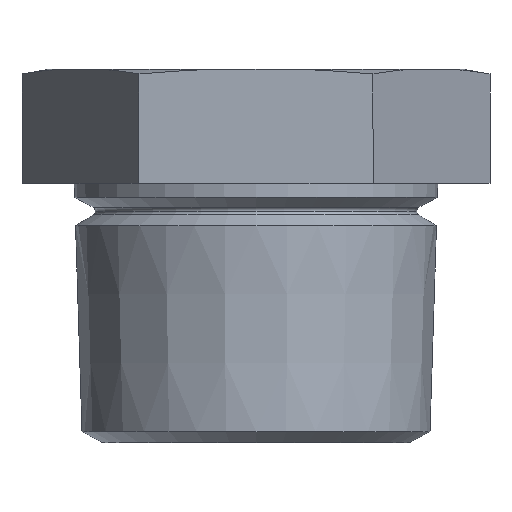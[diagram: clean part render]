
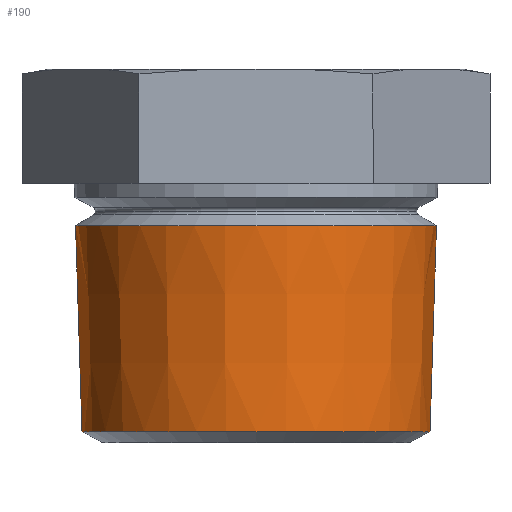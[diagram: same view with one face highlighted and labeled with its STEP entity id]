
A CAD part, front view. The second image highlights one B-rep face of the part: STEP entity #190.
In plain terms, the highlighted conical face has half-angle 1.8 degrees and reference radius 8.14 mm.
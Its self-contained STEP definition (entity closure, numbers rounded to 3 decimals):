
#20 = VERTEX_POINT ( 'NONE', #411 ) ;
#23 = VERTEX_POINT ( 'NONE', #489 ) ;
#82 = VERTEX_POINT ( 'NONE', #541 ) ;
#124 = VERTEX_POINT ( 'NONE', #603 ) ;
#140 = EDGE_CURVE ( 'NONE', #23, #82, #587, .T. ) ;
#141 = EDGE_CURVE ( 'NONE', #20, #124, #583, .T. ) ;
#190 = ADVANCED_FACE ( 'NONE', ( #689 ), #688, .T. ) ;
#191 = EDGE_LOOP ( 'NONE', ( #192, #343, #345, #263 ) ) ;
#192 = ORIENTED_EDGE ( 'NONE', *, *, #141, .F. ) ;
#263 = ORIENTED_EDGE ( 'NONE', *, *, #264, .F. ) ;
#264 = EDGE_CURVE ( 'NONE', #124, #82, #751, .T. ) ;
#343 = ORIENTED_EDGE ( 'NONE', *, *, #344, .T. ) ;
#344 = EDGE_CURVE ( 'NONE', #20, #23, #1024, .T. ) ;
#345 = ORIENTED_EDGE ( 'NONE', *, *, #140, .T. ) ;
#411 = CARTESIAN_POINT ( 'NONE',  ( -8.156, 0., -8.232 ) ) ;
#489 = CARTESIAN_POINT ( 'NONE',  ( 8.156, 0., -8.232 ) ) ;
#541 = CARTESIAN_POINT ( 'NONE',  ( 8.459, 0., 1.414 ) ) ;
#580 = DIRECTION ( 'NONE',  ( -0.031, 0., 1. ) ) ;
#581 = VECTOR ( 'NONE', #580, 1000. ) ;
#582 = CARTESIAN_POINT ( 'NONE',  ( -8.14, 0., -8.75 ) ) ;
#583 = LINE ( 'NONE', #582, #581 ) ;
#584 = DIRECTION ( 'NONE',  ( 0.031, 0., 1. ) ) ;
#585 = VECTOR ( 'NONE', #584, 1000. ) ;
#586 = CARTESIAN_POINT ( 'NONE',  ( 8.14, 0., -8.75 ) ) ;
#587 = LINE ( 'NONE', #586, #585 ) ;
#603 = CARTESIAN_POINT ( 'NONE',  ( -8.459, 0., 1.414 ) ) ;
#684 = DIRECTION ( 'NONE',  ( 1., 0., 0. ) ) ;
#685 = DIRECTION ( 'NONE',  ( 0., 0., 1. ) ) ;
#686 = CARTESIAN_POINT ( 'NONE',  ( 0., 0., -8.75 ) ) ;
#687 = AXIS2_PLACEMENT_3D ( 'NONE', #686, #685, #684 ) ;
#688 = CONICAL_SURFACE ( 'NONE', #687, 8.14, 0.031 ) ;
#689 = FACE_OUTER_BOUND ( 'NONE', #191, .T. ) ;
#751 = CIRCLE ( 'NONE', #810, 8.459 ) ;
#807 = DIRECTION ( 'NONE',  ( 1., 0., 0. ) ) ;
#808 = DIRECTION ( 'NONE',  ( 0., 0., 1. ) ) ;
#809 = CARTESIAN_POINT ( 'NONE',  ( 0., 0., 1.414 ) ) ;
#810 = AXIS2_PLACEMENT_3D ( 'NONE', #809, #808, #807 ) ;
#1020 = DIRECTION ( 'NONE',  ( 1., 0., 0. ) ) ;
#1021 = DIRECTION ( 'NONE',  ( 0., 0., 1. ) ) ;
#1022 = CARTESIAN_POINT ( 'NONE',  ( 0., 0., -8.232 ) ) ;
#1023 = AXIS2_PLACEMENT_3D ( 'NONE', #1022, #1021, #1020 ) ;
#1024 = CIRCLE ( 'NONE', #1023, 8.156 ) ;
